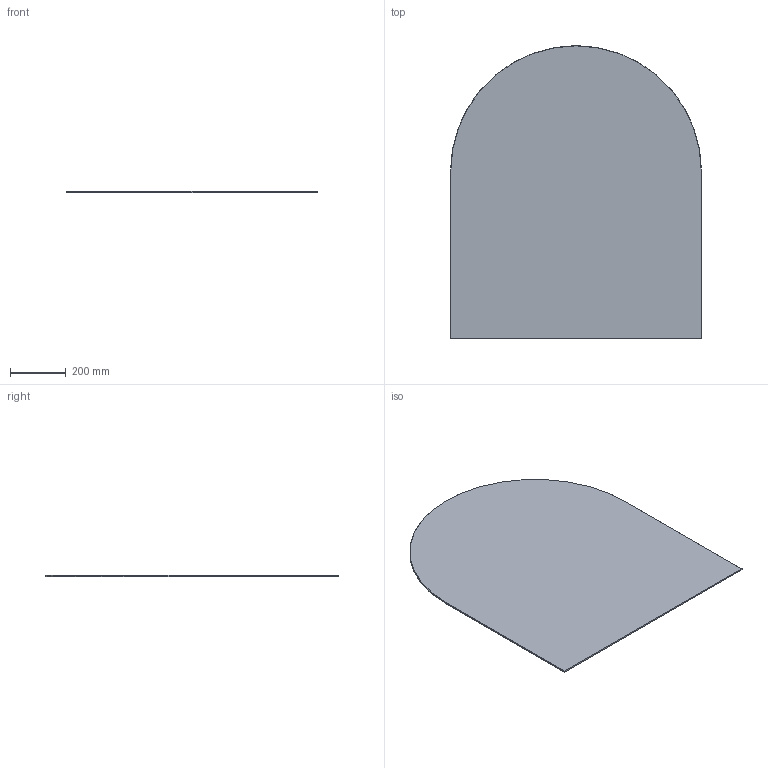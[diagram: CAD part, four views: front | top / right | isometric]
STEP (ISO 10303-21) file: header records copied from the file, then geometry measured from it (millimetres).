
FILE_DESCRIPTION (( 'STEP AP214' ), '1' );
FILE_NAME ('2352713.STEP', '2023-09-04T03:51:29', ( '' ), ( '' ), 'SwSTEP 2.0', 'SolidWorks 2021', '' );
FILE_SCHEMA (( 'AUTOMOTIVE_DESIGN' ));
Length unit declared in the file: millimetre
Products named in the file (1): 2352713
Bounding box: 900 x 1050 x 5 mm (x, y, z)
Volume: 4289124.9 mm3; surface area: 1732208.4 mm2
Topology: 1 solids, 1 shells, 9 faces, 19 edges, 12 vertices
Faces by surface type: plane 7, cylinder 1, cone 1
Entity records: 274 total; most frequent: DIRECTION 42, CARTESIAN_POINT 41, ORIENTED_EDGE 38, EDGE_CURVE 19, VECTOR 16, LINE 16, AXIS2_PLACEMENT_3D 13, VERTEX_POINT 12
